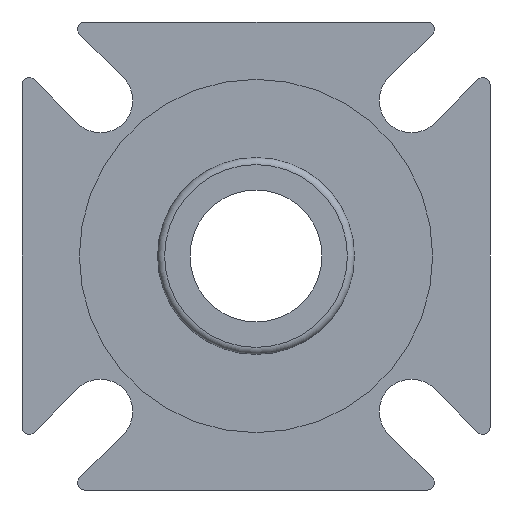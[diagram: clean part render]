
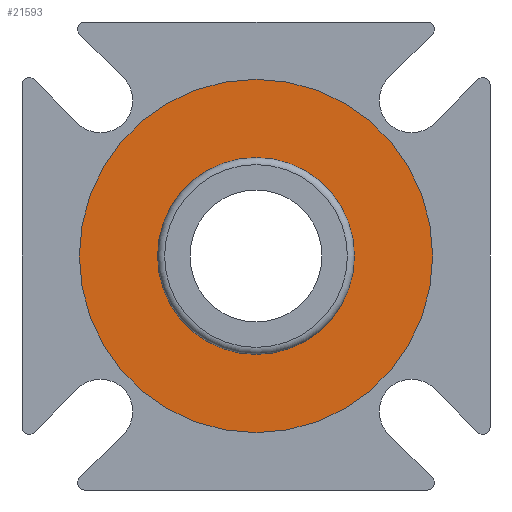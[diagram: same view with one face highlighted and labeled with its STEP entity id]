
A CAD part, left-side view. The second image highlights one B-rep face of the part: STEP entity #21593.
In plain terms, the highlighted planar face has unit normal (-1, 0, 0).
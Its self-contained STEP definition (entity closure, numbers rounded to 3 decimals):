
#3297=PLANE('',#23022);
#7767=ORIENTED_EDGE('',*,*,#10016,.T.);
#7768=ORIENTED_EDGE('',*,*,#10015,.T.);
#10015=EDGE_CURVE('',#11425,#11425,#12067,.T.);
#10016=EDGE_CURVE('',#11426,#11426,#12068,.T.);
#11425=VERTEX_POINT('',#36640);
#11426=VERTEX_POINT('',#36643);
#12067=CIRCLE('',#23021,38.25);
#12068=CIRCLE('',#23023,21.311);
#13051=EDGE_LOOP('',(#7767));
#13052=EDGE_LOOP('',(#7768));
#14043=FACE_BOUND('',#13051,.T.);
#14044=FACE_BOUND('',#13052,.T.);
#21593=ADVANCED_FACE('',(#14043,#14044),#3297,.F.);
#23021=AXIS2_PLACEMENT_3D('',#36639,#26929,#26930);
#23022=AXIS2_PLACEMENT_3D('',#36641,#26931,#26932);
#23023=AXIS2_PLACEMENT_3D('',#36642,#26933,#26934);
#26929=DIRECTION('',(-1.,0.,0.));
#26930=DIRECTION('',(0.,0.,1.));
#26931=DIRECTION('',(1.,0.,0.));
#26932=DIRECTION('',(0.,0.,-1.));
#26933=DIRECTION('',(1.,0.,0.));
#26934=DIRECTION('',(0.,0.,-1.));
#36639=CARTESIAN_POINT('',(-13.508,0.,0.));
#36640=CARTESIAN_POINT('',(-13.508,0.,38.25));
#36641=CARTESIAN_POINT('',(-13.508,0.,38.25));
#36642=CARTESIAN_POINT('',(-13.508,0.,0.));
#36643=CARTESIAN_POINT('',(-13.508,0.,-21.311));
